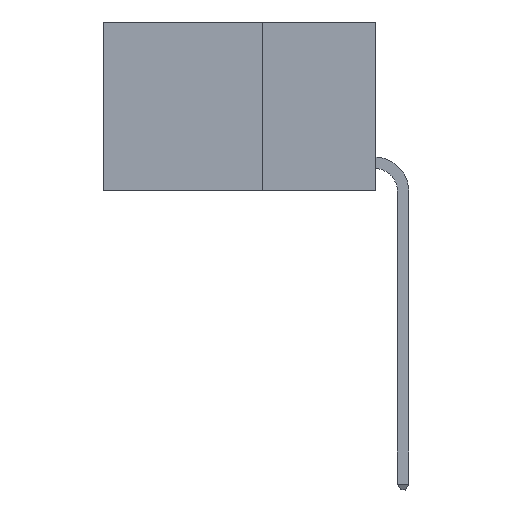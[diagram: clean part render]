
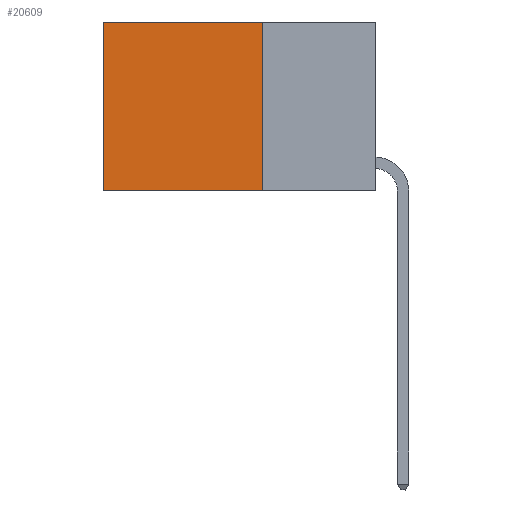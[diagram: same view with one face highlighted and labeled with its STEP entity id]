
A CAD part, left-side view. The second image highlights one B-rep face of the part: STEP entity #20609.
In plain terms, the highlighted planar face has unit normal (-1, 0, 0).
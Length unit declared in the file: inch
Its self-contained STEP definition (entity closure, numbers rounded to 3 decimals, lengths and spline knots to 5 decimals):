
#428 = VECTOR ( 'NONE', #26259, 39.37008 ) ;
#1869 = VERTEX_POINT ( 'NONE', #7519 ) ;
#2115 = VECTOR ( 'NONE', #19346, 39.37008 ) ;
#3880 = FACE_OUTER_BOUND ( 'NONE', #28175, .T. ) ;
#4841 = EDGE_CURVE ( 'NONE', #4999, #13841, #28868, .T. ) ;
#4864 = CARTESIAN_POINT ( 'NONE',  ( 0.2625, 0.25, 0. ) ) ;
#4867 = LINE ( 'NONE', #7801, #21381 ) ;
#4999 = VERTEX_POINT ( 'NONE', #14836 ) ;
#6767 = PLANE ( 'NONE',  #28443 ) ;
#7519 = CARTESIAN_POINT ( 'NONE',  ( 0.2625, 0.6, 0. ) ) ;
#7801 = CARTESIAN_POINT ( 'NONE',  ( 0.2625, 0.25, -0.37 ) ) ;
#8004 = ORIENTED_EDGE ( 'NONE', *, *, #4841, .F. ) ;
#8044 = ORIENTED_EDGE ( 'NONE', *, *, #14847, .F. ) ;
#9128 = DIRECTION ( 'NONE',  ( 1., 0., 0. ) ) ;
#11973 = CARTESIAN_POINT ( 'NONE',  ( 0.2625, 0.6, -0.37 ) ) ;
#12247 = CARTESIAN_POINT ( 'NONE',  ( 0.2625, 0.6, 0. ) ) ;
#12249 = EDGE_CURVE ( 'NONE', #4999, #1869, #16064, .T. ) ;
#13614 = LINE ( 'NONE', #12247, #428 ) ;
#13722 = CARTESIAN_POINT ( 'NONE',  ( 0.2625, 0.25, -0.37 ) ) ;
#13841 = VERTEX_POINT ( 'NONE', #13722 ) ;
#14836 = CARTESIAN_POINT ( 'NONE',  ( 0.2625, 0.25, 0. ) ) ;
#14847 = EDGE_CURVE ( 'NONE', #13841, #27729, #4867, .T. ) ;
#16064 = LINE ( 'NONE', #16981, #2115 ) ;
#16463 = VECTOR ( 'NONE', #16559, 39.37008 ) ;
#16559 = DIRECTION ( 'NONE',  ( 0., 0., -1. ) ) ;
#16981 = CARTESIAN_POINT ( 'NONE',  ( 0.2625, 0.25, 0. ) ) ;
#17389 = EDGE_CURVE ( 'NONE', #1869, #27729, #13614, .T. ) ;
#18375 = CARTESIAN_POINT ( 'NONE',  ( 0.2625, 0.25, 0. ) ) ;
#19222 = ORIENTED_EDGE ( 'NONE', *, *, #12249, .T. ) ;
#19346 = DIRECTION ( 'NONE',  ( 0., 1., 0. ) ) ;
#19709 = DIRECTION ( 'NONE',  ( 0., 1., 0. ) ) ;
#20609 = ADVANCED_FACE ( 'NONE', ( #3880 ), #6767, .F. ) ;
#21381 = VECTOR ( 'NONE', #19709, 39.37008 ) ;
#23092 = ORIENTED_EDGE ( 'NONE', *, *, #17389, .T. ) ;
#25513 = DIRECTION ( 'NONE',  ( 0., 0., -1. ) ) ;
#26259 = DIRECTION ( 'NONE',  ( 0., 0., -1. ) ) ;
#27729 = VERTEX_POINT ( 'NONE', #11973 ) ;
#28175 = EDGE_LOOP ( 'NONE', ( #23092, #8044, #8004, #19222 ) ) ;
#28443 = AXIS2_PLACEMENT_3D ( 'NONE', #18375, #9128, #25513 ) ;
#28868 = LINE ( 'NONE', #4864, #16463 ) ;
